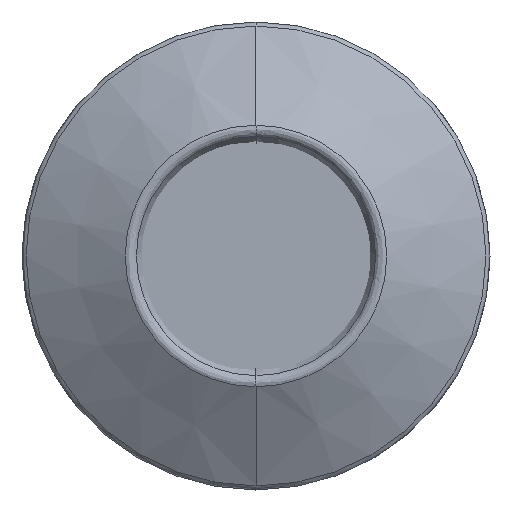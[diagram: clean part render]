
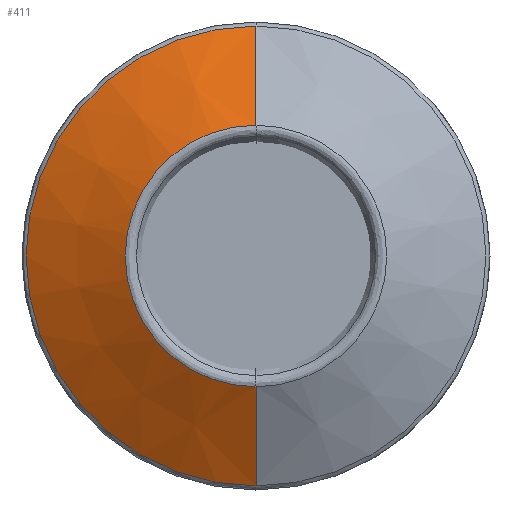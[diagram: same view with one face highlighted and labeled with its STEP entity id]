
A CAD part, left-side view. The second image highlights one B-rep face of the part: STEP entity #411.
In plain terms, the highlighted conical face has half-angle 60 degrees and reference radius 22.323 mm.
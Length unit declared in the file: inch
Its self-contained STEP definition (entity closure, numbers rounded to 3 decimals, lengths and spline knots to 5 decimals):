
#14 = DIRECTION ( 'NONE',  ( 0., 0., -1. ) ) ;
#83 = VECTOR ( 'NONE', #357, 39.37008 ) ;
#158 = DIRECTION ( 'NONE',  ( 0., 0., -1. ) ) ;
#204 = VECTOR ( 'NONE', #458, 39.37008 ) ;
#211 = ORIENTED_EDGE ( 'NONE', *, *, #1359, .T. ) ;
#269 = ORIENTED_EDGE ( 'NONE', *, *, #1602, .T. ) ;
#343 = CARTESIAN_POINT ( 'NONE',  ( 0.21874, 0., -0.87887 ) ) ;
#357 = DIRECTION ( 'NONE',  ( 0.5, 0., 0.866 ) ) ;
#370 = EDGE_CURVE ( 'NONE', #2007, #633, #1779, .T. ) ;
#411 = ADVANCED_FACE ( 'NONE', ( #472 ), #1510, .T. ) ;
#422 = AXIS2_PLACEMENT_3D ( 'NONE', #1468, #1423, #1109 ) ;
#458 = DIRECTION ( 'NONE',  ( 0.5, 0., -0.866 ) ) ;
#472 = FACE_OUTER_BOUND ( 'NONE', #1700, .T. ) ;
#563 = CARTESIAN_POINT ( 'NONE',  ( 0., 0., -0.5 ) ) ;
#633 = VERTEX_POINT ( 'NONE', #1717 ) ;
#815 = DIRECTION ( 'NONE',  ( 1., 0., 0. ) ) ;
#818 = CARTESIAN_POINT ( 'NONE',  ( 0.21874, 0., 0. ) ) ;
#865 = AXIS2_PLACEMENT_3D ( 'NONE', #818, #1121, #158 ) ;
#896 = ORIENTED_EDGE ( 'NONE', *, *, #1887, .F. ) ;
#975 = VERTEX_POINT ( 'NONE', #563 ) ;
#1109 = DIRECTION ( 'NONE',  ( 0., 0., 1. ) ) ;
#1116 = CARTESIAN_POINT ( 'NONE',  ( 0.21874, 0., -0.87887 ) ) ;
#1121 = DIRECTION ( 'NONE',  ( 1., 0., 0. ) ) ;
#1207 = LINE ( 'NONE', #1847, #83 ) ;
#1288 = LINE ( 'NONE', #1116, #204 ) ;
#1300 = AXIS2_PLACEMENT_3D ( 'NONE', #1606, #815, #14 ) ;
#1359 = EDGE_CURVE ( 'NONE', #975, #1373, #2030, .T. ) ;
#1373 = VERTEX_POINT ( 'NONE', #1607 ) ;
#1423 = DIRECTION ( 'NONE',  ( 1., 0., 0. ) ) ;
#1468 = CARTESIAN_POINT ( 'NONE',  ( 0.21874, 0., 0. ) ) ;
#1510 = CONICAL_SURFACE ( 'NONE', #865, 0.87887, 1.047 ) ;
#1602 = EDGE_CURVE ( 'NONE', #1373, #633, #1207, .T. ) ;
#1606 = CARTESIAN_POINT ( 'NONE',  ( 0., 0., 0. ) ) ;
#1607 = CARTESIAN_POINT ( 'NONE',  ( 0., 0., 0.5 ) ) ;
#1700 = EDGE_LOOP ( 'NONE', ( #211, #269, #2009, #896 ) ) ;
#1717 = CARTESIAN_POINT ( 'NONE',  ( 0.21874, 0., 0.87887 ) ) ;
#1779 = CIRCLE ( 'NONE', #422, 0.87887 ) ;
#1847 = CARTESIAN_POINT ( 'NONE',  ( 0.21874, 0., 0.87887 ) ) ;
#1887 = EDGE_CURVE ( 'NONE', #975, #2007, #1288, .T. ) ;
#2007 = VERTEX_POINT ( 'NONE', #343 ) ;
#2009 = ORIENTED_EDGE ( 'NONE', *, *, #370, .F. ) ;
#2030 = CIRCLE ( 'NONE', #1300, 0.5 ) ;
